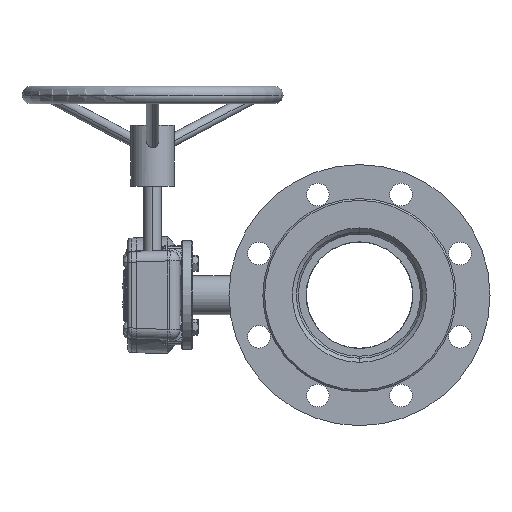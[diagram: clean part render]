
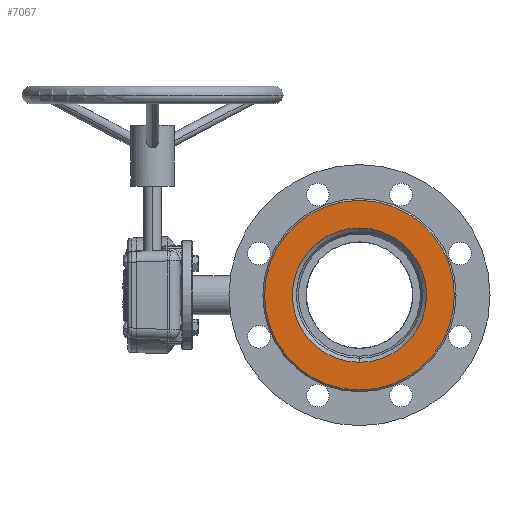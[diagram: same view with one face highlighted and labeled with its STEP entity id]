
A CAD part, left-side view. The second image highlights one B-rep face of the part: STEP entity #7067.
In plain terms, the highlighted planar face has unit normal (-1, 0, 0).
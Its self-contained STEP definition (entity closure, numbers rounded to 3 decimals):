
#920 = DIRECTION ( 'NONE',  ( -1., 0., 0. ) ) ;
#1763 = EDGE_CURVE ( 'NONE', #6693, #26090, #29714, .T. ) ;
#3046 = CARTESIAN_POINT ( 'NONE',  ( -175., 71.142, 77.2 ) ) ;
#3287 = CARTESIAN_POINT ( 'NONE',  ( -175., 71.142, 0. ) ) ;
#5198 = CARTESIAN_POINT ( 'NONE',  ( -175., 180.142, 0. ) ) ;
#5427 = CARTESIAN_POINT ( 'NONE',  ( -175., 71.142, 109. ) ) ;
#5551 = DIRECTION ( 'NONE',  ( 1., 0., 0. ) ) ;
#6289 = AXIS2_PLACEMENT_3D ( 'NONE', #6541, #34641, #23888 ) ;
#6541 = CARTESIAN_POINT ( 'NONE',  ( -175., 71.142, 0. ) ) ;
#6693 = VERTEX_POINT ( 'NONE', #3046 ) ;
#6780 = CARTESIAN_POINT ( 'NONE',  ( -175., 71.142, -109. ) ) ;
#7067 = ADVANCED_FACE ( 'NONE', ( #32934, #13581 ), #15957, .F. ) ;
#7791 = EDGE_CURVE ( 'NONE', #20813, #31101, #15027, .T. ) ;
#7886 = ORIENTED_EDGE ( 'NONE', *, *, #7791, .T. ) ;
#8155 = EDGE_LOOP ( 'NONE', ( #21418, #15602 ) ) ;
#8436 = CIRCLE ( 'NONE', #33520, 77.2 ) ;
#9007 = DIRECTION ( 'NONE',  ( 0., 0., 1. ) ) ;
#10746 = AXIS2_PLACEMENT_3D ( 'NONE', #20884, #17957, #11928 ) ;
#11928 = DIRECTION ( 'NONE',  ( 0., 0., 1. ) ) ;
#13581 = FACE_OUTER_BOUND ( 'NONE', #34869, .T. ) ;
#15027 = CIRCLE ( 'NONE', #6289, 109. ) ;
#15602 = ORIENTED_EDGE ( 'NONE', *, *, #20543, .F. ) ;
#15957 = PLANE ( 'NONE',  #22588 ) ;
#16323 = DIRECTION ( 'NONE',  ( 0., 0., -1. ) ) ;
#17957 = DIRECTION ( 'NONE',  ( -1., 0., 0. ) ) ;
#20543 = EDGE_CURVE ( 'NONE', #26090, #6693, #8436, .T. ) ;
#20664 = CIRCLE ( 'NONE', #10746, 109. ) ;
#20813 = VERTEX_POINT ( 'NONE', #5427 ) ;
#20884 = CARTESIAN_POINT ( 'NONE',  ( -175., 71.142, 0. ) ) ;
#21418 = ORIENTED_EDGE ( 'NONE', *, *, #1763, .F. ) ;
#22588 = AXIS2_PLACEMENT_3D ( 'NONE', #5198, #5551, #16323 ) ;
#23176 = DIRECTION ( 'NONE',  ( 0., 0., 1. ) ) ;
#23315 = AXIS2_PLACEMENT_3D ( 'NONE', #28744, #25483, #9007 ) ;
#23888 = DIRECTION ( 'NONE',  ( 0., 0., 1. ) ) ;
#25483 = DIRECTION ( 'NONE',  ( -1., 0., 0. ) ) ;
#25717 = CARTESIAN_POINT ( 'NONE',  ( -175., 71.142, -77.2 ) ) ;
#26090 = VERTEX_POINT ( 'NONE', #25717 ) ;
#28572 = ORIENTED_EDGE ( 'NONE', *, *, #33965, .T. ) ;
#28744 = CARTESIAN_POINT ( 'NONE',  ( -175., 71.142, 0. ) ) ;
#29714 = CIRCLE ( 'NONE', #23315, 77.2 ) ;
#31101 = VERTEX_POINT ( 'NONE', #6780 ) ;
#32934 = FACE_BOUND ( 'NONE', #8155, .T. ) ;
#33520 = AXIS2_PLACEMENT_3D ( 'NONE', #3287, #920, #23176 ) ;
#33965 = EDGE_CURVE ( 'NONE', #31101, #20813, #20664, .T. ) ;
#34641 = DIRECTION ( 'NONE',  ( -1., 0., 0. ) ) ;
#34869 = EDGE_LOOP ( 'NONE', ( #28572, #7886 ) ) ;
